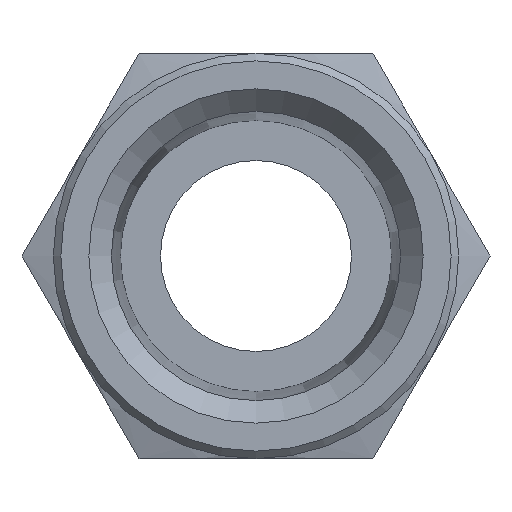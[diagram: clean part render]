
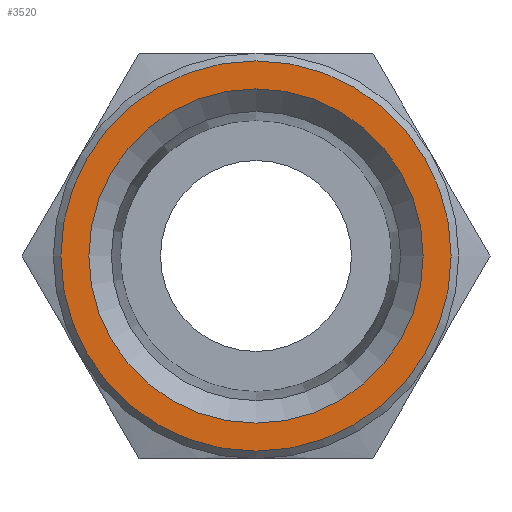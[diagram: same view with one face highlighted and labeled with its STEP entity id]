
A CAD part, left-side view. The second image highlights one B-rep face of the part: STEP entity #3520.
In plain terms, the highlighted planar face has unit normal (-1, 0, 0).
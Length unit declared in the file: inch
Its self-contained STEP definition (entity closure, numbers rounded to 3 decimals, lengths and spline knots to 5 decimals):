
#3406=CARTESIAN_POINT('',(0.0,0.,0.67));
#3407=VERTEX_POINT('',#3406);
#3408=CARTESIAN_POINT('',(0.0,0.,0.0));
#3409=DIRECTION('',(1.0,0.0,0.0));
#3410=DIRECTION('',(0.0,0.0,-1.0));
#3411=AXIS2_PLACEMENT_3D('',#3408,#3409,#3410);
#3412=CIRCLE('',#3411,0.67);
#3413=EDGE_CURVE('',#3407,#3407,#3412,.T.);
#3434=CARTESIAN_POINT('',(0.0,0.7825,0.));
#3435=VERTEX_POINT('',#3434);
#3436=CARTESIAN_POINT('',(0.0,0.0,0.0));
#3437=DIRECTION('',(1.0,0.0,0.0));
#3438=DIRECTION('',(0.0,-1.0,0.0));
#3439=AXIS2_PLACEMENT_3D('',#3436,#3437,#3438);
#3440=CIRCLE('',#3439,0.7825);
#3441=EDGE_CURVE('',#3435,#3435,#3440,.T.);
#3509=CARTESIAN_POINT('',(0.0,0.0,0.0));
#3510=DIRECTION('',(-1.0,0.0,0.0));
#3511=DIRECTION('',(0.0,0.0,1.0));
#3512=AXIS2_PLACEMENT_3D('',#3509,#3510,#3511);
#3513=PLANE('',#3512);
#3514=ORIENTED_EDGE('',*,*,#3441,.F.);
#3515=EDGE_LOOP('',(#3514));
#3516=FACE_OUTER_BOUND('',#3515,.T.);
#3517=ORIENTED_EDGE('',*,*,#3413,.T.);
#3518=EDGE_LOOP('',(#3517));
#3519=FACE_BOUND('',#3518,.T.);
#3520=ADVANCED_FACE('',(#3516,#3519),#3513,.T.);
